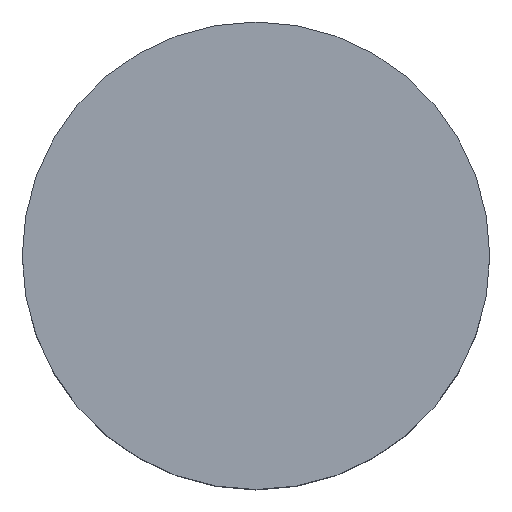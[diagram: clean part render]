
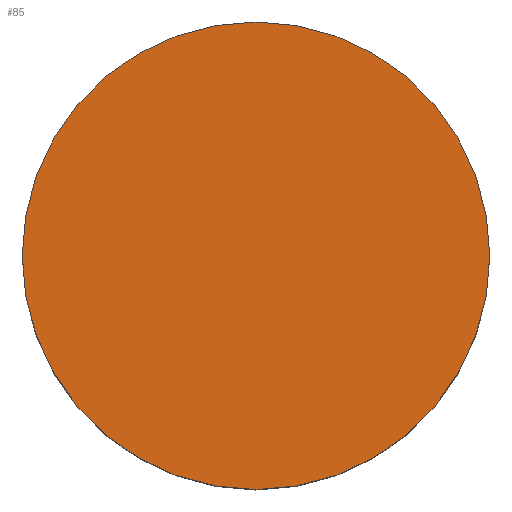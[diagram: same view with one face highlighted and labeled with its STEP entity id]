
A CAD part, top view. The second image highlights one B-rep face of the part: STEP entity #85.
In plain terms, the highlighted planar face has unit normal (0, 0, 1).
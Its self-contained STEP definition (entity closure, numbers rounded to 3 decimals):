
#32 = CARTESIAN_POINT ( 'NONE',  ( 0., 0., 0. ) ) ;
#50 = VERTEX_POINT ( 'NONE', #198 ) ;
#85 = ADVANCED_FACE ( 'NONE', ( #303 ), #225, .T. ) ;
#86 = CARTESIAN_POINT ( 'NONE',  ( -3., 0., 0. ) ) ;
#97 = EDGE_LOOP ( 'NONE', ( #325, #163 ) ) ;
#102 = VERTEX_POINT ( 'NONE', #86 ) ;
#107 = CARTESIAN_POINT ( 'NONE',  ( 0., 0., 0. ) ) ;
#130 = CIRCLE ( 'NONE', #144, 3. ) ;
#138 = EDGE_CURVE ( 'NONE', #50, #102, #354, .T. ) ;
#144 = AXIS2_PLACEMENT_3D ( 'NONE', #107, #263, #348 ) ;
#156 = AXIS2_PLACEMENT_3D ( 'NONE', #32, #256, #337 ) ;
#163 = ORIENTED_EDGE ( 'NONE', *, *, #350, .T. ) ;
#167 = CARTESIAN_POINT ( 'NONE',  ( 0., 0., 0. ) ) ;
#198 = CARTESIAN_POINT ( 'NONE',  ( 3., 0., 0. ) ) ;
#225 = PLANE ( 'NONE',  #156 ) ;
#229 = DIRECTION ( 'NONE',  ( 0., 0., 1. ) ) ;
#256 = DIRECTION ( 'NONE',  ( 0., 0., 1. ) ) ;
#263 = DIRECTION ( 'NONE',  ( 0., 0., 1. ) ) ;
#283 = DIRECTION ( 'NONE',  ( 1., 0., 0. ) ) ;
#303 = FACE_OUTER_BOUND ( 'NONE', #97, .T. ) ;
#308 = AXIS2_PLACEMENT_3D ( 'NONE', #167, #229, #283 ) ;
#325 = ORIENTED_EDGE ( 'NONE', *, *, #138, .T. ) ;
#337 = DIRECTION ( 'NONE',  ( 1., 0., 0. ) ) ;
#348 = DIRECTION ( 'NONE',  ( 1., 0., 0. ) ) ;
#350 = EDGE_CURVE ( 'NONE', #102, #50, #130, .T. ) ;
#354 = CIRCLE ( 'NONE', #308, 3. ) ;
